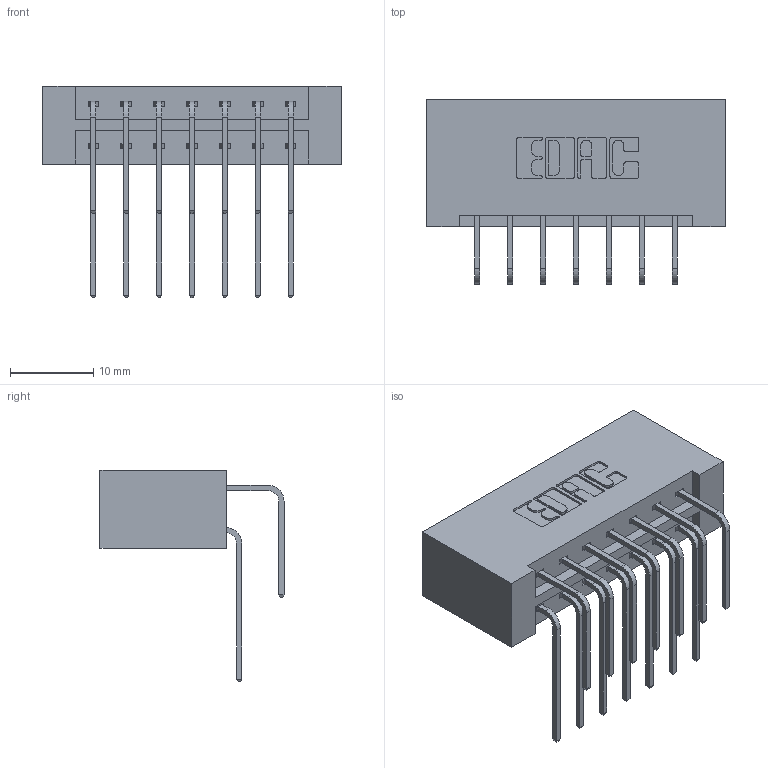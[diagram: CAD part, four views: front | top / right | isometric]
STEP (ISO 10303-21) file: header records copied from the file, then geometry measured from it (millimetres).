
FILE_DESCRIPTION (( 'STEP AP203' ), '1' );
FILE_NAME ('333-014-558-201.STEP', '2018-08-01T03:02:44', ( '' ), ( '' ), 'SwSTEP 2.0', 'SolidWorks 2016', '' );
FILE_SCHEMA (( 'CONFIG_CONTROL_DESIGN' ));
Length unit declared in the file: inch
Products named in the file (4): 333 Part_Lugless; 345-292-001_558 559 Tail - 1; 345-292-001_558 Tail - 2; 333-014-558-201
Assembly tree (15 placements, depth 2):
  333-014-558-201
    333 Part_Lugless
    345-292-001_558 559 Tail - 1  x7
    345-292-001_558 Tail - 2  x7
Bounding box: 35.99 x 22.17 x 25.53 mm (x, y, z)
Volume: 4060.2 mm3; surface area: 4850.8 mm2
Topology: 15 solids, 15 shells, 862 faces, 2541 edges, 1674 vertices
Faces by surface type: plane 598, cylinder 264
Entity records: 10537 total; most frequent: CARTESIAN_POINT 1837, ORIENTED_EDGE 1722, DIRECTION 1605, EDGE_CURVE 861, VECTOR 701, LINE 701, VERTEX_POINT 570, AXIS2_PLACEMENT_3D 452
